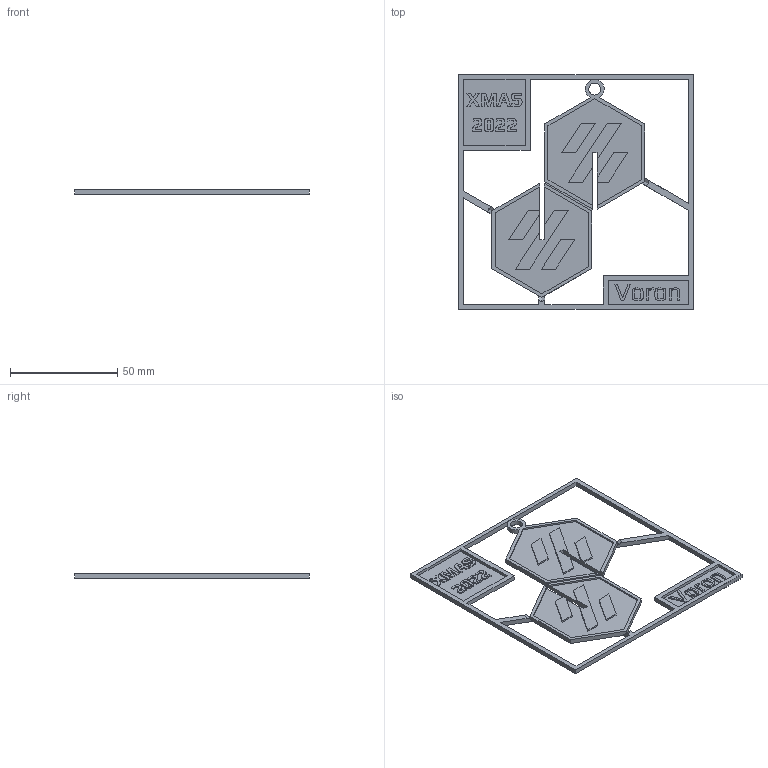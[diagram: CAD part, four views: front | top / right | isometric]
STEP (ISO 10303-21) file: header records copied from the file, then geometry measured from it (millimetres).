
FILE_DESCRIPTION(/* description */ (''),/* implementation_level */ '2;1');
FILE_NAME(/* name */ 'Voron_OrnamentCard.step',/* time_stamp */ '2022-11-29T07:04:45-08:00',/* author */ (''),/* organization */ (''),/* preprocessor_version */ 'ST-DEVELOPER v19.2',/* originating_system */ 'Autodesk Translation Framework v11.17.0.187',/* authorisation */ '');
FILE_SCHEMA (('AUTOMOTIVE_DESIGN { 1 0 10303 214 3 1 1 }'));
Length unit declared in the file: millimetre
Products named in the file (1): (Unsaved)
Bounding box: 109.5 x 109.5 x 2.2 mm (x, y, z)
Volume: 10339.7 mm3; surface area: 16807.1 mm2
Topology: 1 solids, 1 shells, 526 faces, 1498 edges, 997 vertices
Faces by surface type: plane 268, bspline 256, cylinder 2
Full cylindrical faces by diameter (mm): 5.536 x1
Entity records: 19522 total; most frequent: CARTESIAN_POINT 7528, ORIENTED_EDGE 2996, DIRECTION 1534, EDGE_CURVE 1498, VERTEX_POINT 997, LINE 980, VECTOR 980, EDGE_LOOP 559
